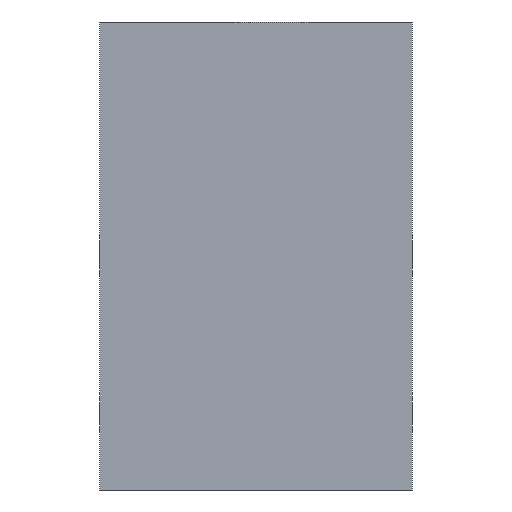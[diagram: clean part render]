
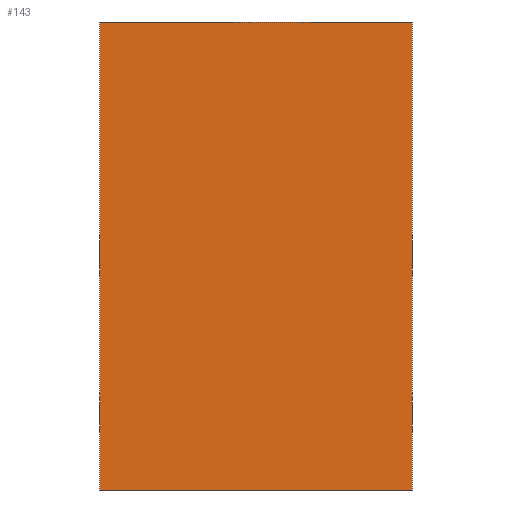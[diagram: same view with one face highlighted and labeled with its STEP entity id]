
A CAD part, left-side view. The second image highlights one B-rep face of the part: STEP entity #143.
In plain terms, the highlighted planar face has unit normal (-1, 0, 0).
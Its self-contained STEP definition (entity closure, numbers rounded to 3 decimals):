
#3 = DIRECTION ( 'NONE',  ( 0., 0., 1. ) ) ;
#6 = ORIENTED_EDGE ( 'NONE', *, *, #660, .T. ) ;
#33 = CARTESIAN_POINT ( 'NONE',  ( -111., 40., -282.5 ) ) ;
#44 = VERTEX_POINT ( 'NONE', #630 ) ;
#53 = EDGE_CURVE ( 'NONE', #44, #394, #312, .T. ) ;
#83 = DIRECTION ( 'NONE',  ( 1., 0., 0. ) ) ;
#139 = CARTESIAN_POINT ( 'NONE',  ( -111., 40., -342.5 ) ) ;
#143 = ADVANCED_FACE ( 'NONE', ( #337 ), #430, .F. ) ;
#148 = VECTOR ( 'NONE', #3, 1000. ) ;
#163 = EDGE_CURVE ( 'NONE', #372, #394, #274, .T. ) ;
#166 = CARTESIAN_POINT ( 'NONE',  ( -111., 40., -342.5 ) ) ;
#189 = VECTOR ( 'NONE', #547, 1000. ) ;
#196 = CARTESIAN_POINT ( 'NONE',  ( -111., 40., -342.5 ) ) ;
#224 = CARTESIAN_POINT ( 'NONE',  ( -111., 0., -282.5 ) ) ;
#274 = LINE ( 'NONE', #33, #189 ) ;
#281 = CARTESIAN_POINT ( 'NONE',  ( -111., 40., -342.5 ) ) ;
#304 = VECTOR ( 'NONE', #368, 1000. ) ;
#312 = LINE ( 'NONE', #370, #148 ) ;
#335 = LINE ( 'NONE', #139, #457 ) ;
#337 = FACE_OUTER_BOUND ( 'NONE', #458, .T. ) ;
#356 = ORIENTED_EDGE ( 'NONE', *, *, #163, .F. ) ;
#368 = DIRECTION ( 'NONE',  ( 0., 0., 1. ) ) ;
#370 = CARTESIAN_POINT ( 'NONE',  ( -111., 0., -342.5 ) ) ;
#372 = VERTEX_POINT ( 'NONE', #561 ) ;
#394 = VERTEX_POINT ( 'NONE', #224 ) ;
#427 = DIRECTION ( 'NONE',  ( 0., 0., -1. ) ) ;
#430 = PLANE ( 'NONE',  #478 ) ;
#449 = ORIENTED_EDGE ( 'NONE', *, *, #528, .F. ) ;
#457 = VECTOR ( 'NONE', #540, 1000. ) ;
#458 = EDGE_LOOP ( 'NONE', ( #535, #356, #449, #6 ) ) ;
#478 = AXIS2_PLACEMENT_3D ( 'NONE', #281, #83, #427 ) ;
#528 = EDGE_CURVE ( 'NONE', #572, #372, #627, .T. ) ;
#535 = ORIENTED_EDGE ( 'NONE', *, *, #53, .T. ) ;
#540 = DIRECTION ( 'NONE',  ( 0., -1., 0. ) ) ;
#547 = DIRECTION ( 'NONE',  ( 0., -1., 0. ) ) ;
#561 = CARTESIAN_POINT ( 'NONE',  ( -111., 40., -282.5 ) ) ;
#572 = VERTEX_POINT ( 'NONE', #196 ) ;
#627 = LINE ( 'NONE', #166, #304 ) ;
#630 = CARTESIAN_POINT ( 'NONE',  ( -111., 0., -342.5 ) ) ;
#660 = EDGE_CURVE ( 'NONE', #572, #44, #335, .T. ) ;
